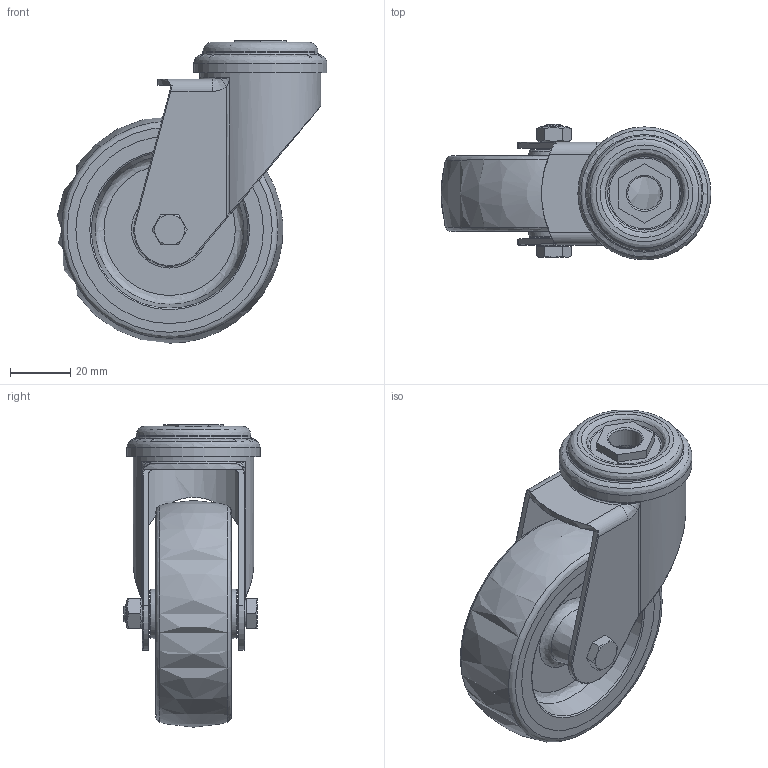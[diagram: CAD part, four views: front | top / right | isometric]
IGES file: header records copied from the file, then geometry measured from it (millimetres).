
Global section: file name: 507508.stp.ipt; native system: Autodesk Inventor 2014; preprocessor: unknown; author: zeman; date: 20151020.100041; units: millimetre
Bounding box: 89.23 x 45 x 100 mm (x, y, z)
Volume: 93333.5 mm3; surface area: 53367.1 mm2
Topology: 7 solids, 7 shells, 173 faces, 435 edges, 296 vertices
Faces by surface type: plane 63, revolution 62, cylinder 23, cone 13, bspline 11, sphere 1
Full cylindrical faces by diameter (mm): 6 x1, 8 x1, 8.9 x1, 13 x1, 34 x1, 35 x1, 38 x1, 40 x1, 44 x1, 60 x1, 62 x2
